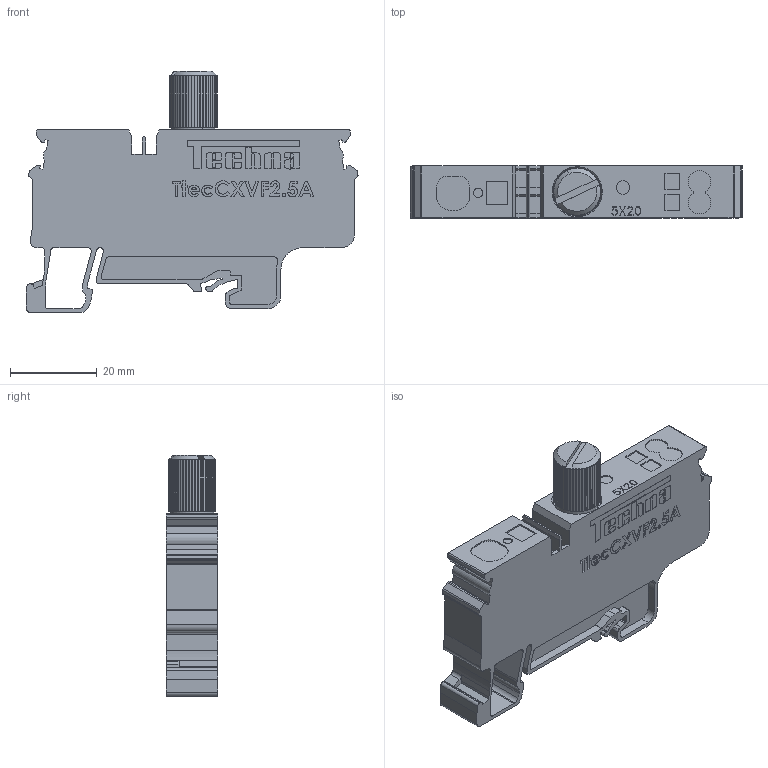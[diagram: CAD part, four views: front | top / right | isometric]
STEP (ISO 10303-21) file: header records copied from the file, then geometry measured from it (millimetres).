
FILE_DESCRIPTION (( 'STEP AP214' ), '1' );
FILE_NAME ('TtecCXVF2.5A.STEP', '2020-07-22T11:22:14', ( '' ), ( '' ), 'SwSTEP 2.0', 'SolidWorks 2020', '' );
FILE_SCHEMA (( 'AUTOMOTIVE_DESIGN' ));
Length unit declared in the file: millimetre
Products named in the file (1): TtecCXVF2.5A
Bounding box: 76.65 x 12 x 55.65 mm (x, y, z)
Volume: 29138.1 mm3; surface area: 10529.6 mm2
Topology: 1 solids, 1 shells, 1164 faces, 3297 edges, 2196 vertices
Faces by surface type: plane 755, cylinder 318, bspline 86, cone 5
Entity records: 50654 total; most frequent: CARTESIAN_POINT 12321, ORIENTED_EDGE 6594, DIRECTION 5785, EDGE_CURVE 3297, LINE 2337, VECTOR 2337, VERTEX_POINT 2196, AXIS2_PLACEMENT_3D 1724
